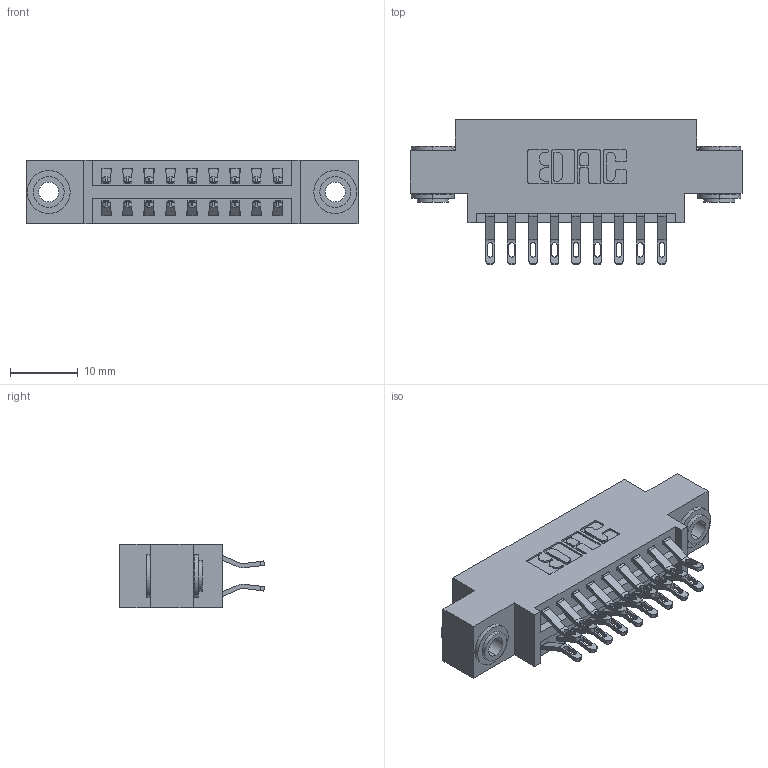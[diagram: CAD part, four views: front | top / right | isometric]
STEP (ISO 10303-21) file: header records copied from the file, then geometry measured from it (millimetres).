
FILE_DESCRIPTION (( 'STEP AP203' ), '1' );
FILE_NAME ('346-018-555-803.STEP', '2022-05-18T17:48:59', ( '' ), ( '' ), 'SwSTEP 2.0', 'SolidWorks 2020', '' );
FILE_SCHEMA (( 'CONFIG_CONTROL_DESIGN' ));
Length unit declared in the file: inch
Products named in the file (4): 345-292-001_555 Tail; 346 Part_0.170 Offset - 0.156 Dia-TH; 346-018-555-803; 345-250-002_345-250-002-102
Assembly tree (21 placements, depth 2):
  346-018-555-803
    346 Part_0.170 Offset - 0.156 Dia-TH
    345-292-001_555 Tail  x18
    345-250-002_345-250-002-102  x2
Bounding box: 49.15 x 21.46 x 9.4 mm (x, y, z)
Volume: 4435.2 mm3; surface area: 6192.3 mm2
Topology: 21 solids, 21 shells, 1222 faces, 3747 edges, 2494 vertices
Faces by surface type: plane 698, cylinder 516, cone 8
Entity records: 11840 total; most frequent: CARTESIAN_POINT 2015, ORIENTED_EDGE 1910, DIRECTION 1825, EDGE_CURVE 955, LINE 743, VECTOR 743, VERTEX_POINT 634, AXIS2_PLACEMENT_3D 541
